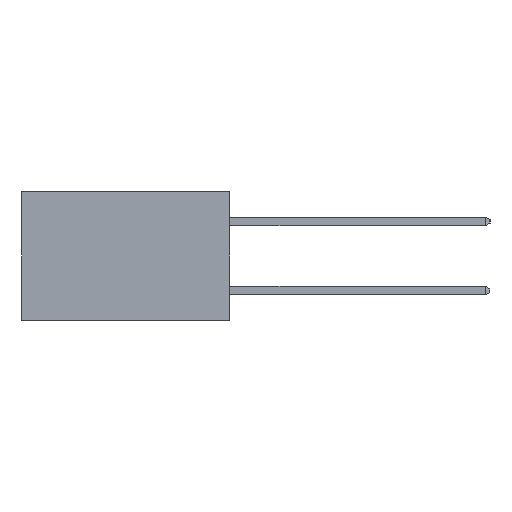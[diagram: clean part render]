
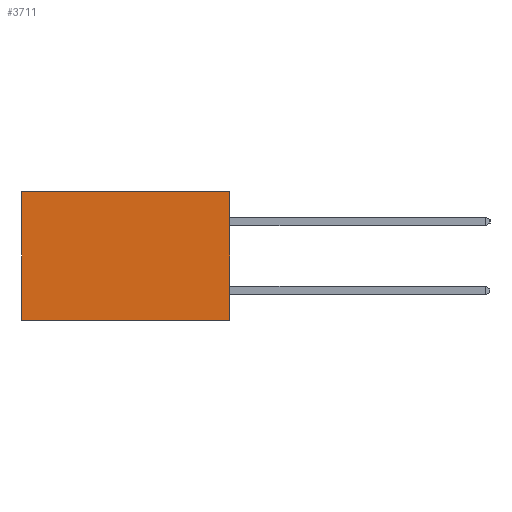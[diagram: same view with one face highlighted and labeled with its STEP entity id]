
A CAD part, left-side view. The second image highlights one B-rep face of the part: STEP entity #3711.
In plain terms, the highlighted planar face has unit normal (-1, 0, 0).
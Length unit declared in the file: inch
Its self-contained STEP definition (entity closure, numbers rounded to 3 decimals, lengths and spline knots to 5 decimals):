
#126 = DIRECTION ( 'NONE',  ( 0., 0., -1. ) ) ;
#241 = LINE ( 'NONE', #4433, #10489 ) ;
#794 = LINE ( 'NONE', #16150, #7511 ) ;
#842 = FACE_OUTER_BOUND ( 'NONE', #11712, .T. ) ;
#999 = VERTEX_POINT ( 'NONE', #6024 ) ;
#2086 = ORIENTED_EDGE ( 'NONE', *, *, #13032, .F. ) ;
#2568 = ORIENTED_EDGE ( 'NONE', *, *, #9610, .T. ) ;
#2617 = EDGE_CURVE ( 'NONE', #13374, #6266, #241, .T. ) ;
#3358 = AXIS2_PLACEMENT_3D ( 'NONE', #8605, #6445, #7965 ) ;
#3711 = ADVANCED_FACE ( 'NONE', ( #842 ), #15752, .F. ) ;
#4013 = LINE ( 'NONE', #14183, #7135 ) ;
#4433 = CARTESIAN_POINT ( 'NONE',  ( 0.298, 0., 0. ) ) ;
#6024 = CARTESIAN_POINT ( 'NONE',  ( 0.298, 0., -0.37 ) ) ;
#6266 = VERTEX_POINT ( 'NONE', #9778 ) ;
#6445 = DIRECTION ( 'NONE',  ( 1., 0., 0. ) ) ;
#6573 = CARTESIAN_POINT ( 'NONE',  ( 0.298, 0., -0.37 ) ) ;
#7135 = VECTOR ( 'NONE', #16683, 39.37008 ) ;
#7511 = VECTOR ( 'NONE', #126, 39.37008 ) ;
#7965 = DIRECTION ( 'NONE',  ( 0., 0., -1. ) ) ;
#8605 = CARTESIAN_POINT ( 'NONE',  ( 0.298, 0., 0. ) ) ;
#8886 = CARTESIAN_POINT ( 'NONE',  ( 0.298, 0.6, -0.37 ) ) ;
#9610 = EDGE_CURVE ( 'NONE', #6266, #12193, #4013, .T. ) ;
#9778 = CARTESIAN_POINT ( 'NONE',  ( 0.298, 0.6, 0. ) ) ;
#10356 = LINE ( 'NONE', #6573, #16966 ) ;
#10489 = VECTOR ( 'NONE', #12200, 39.37008 ) ;
#10510 = DIRECTION ( 'NONE',  ( 0., 1., 0. ) ) ;
#11712 = EDGE_LOOP ( 'NONE', ( #2568, #13757, #2086, #13712 ) ) ;
#12193 = VERTEX_POINT ( 'NONE', #8886 ) ;
#12200 = DIRECTION ( 'NONE',  ( 0., 1., 0. ) ) ;
#12372 = EDGE_CURVE ( 'NONE', #999, #12193, #10356, .T. ) ;
#13032 = EDGE_CURVE ( 'NONE', #13374, #999, #794, .T. ) ;
#13374 = VERTEX_POINT ( 'NONE', #15510 ) ;
#13712 = ORIENTED_EDGE ( 'NONE', *, *, #2617, .T. ) ;
#13757 = ORIENTED_EDGE ( 'NONE', *, *, #12372, .F. ) ;
#14183 = CARTESIAN_POINT ( 'NONE',  ( 0.298, 0.6, 0. ) ) ;
#15510 = CARTESIAN_POINT ( 'NONE',  ( 0.298, 0., 0. ) ) ;
#15752 = PLANE ( 'NONE',  #3358 ) ;
#16150 = CARTESIAN_POINT ( 'NONE',  ( 0.298, 0., 0. ) ) ;
#16683 = DIRECTION ( 'NONE',  ( 0., 0., -1. ) ) ;
#16966 = VECTOR ( 'NONE', #10510, 39.37008 ) ;
